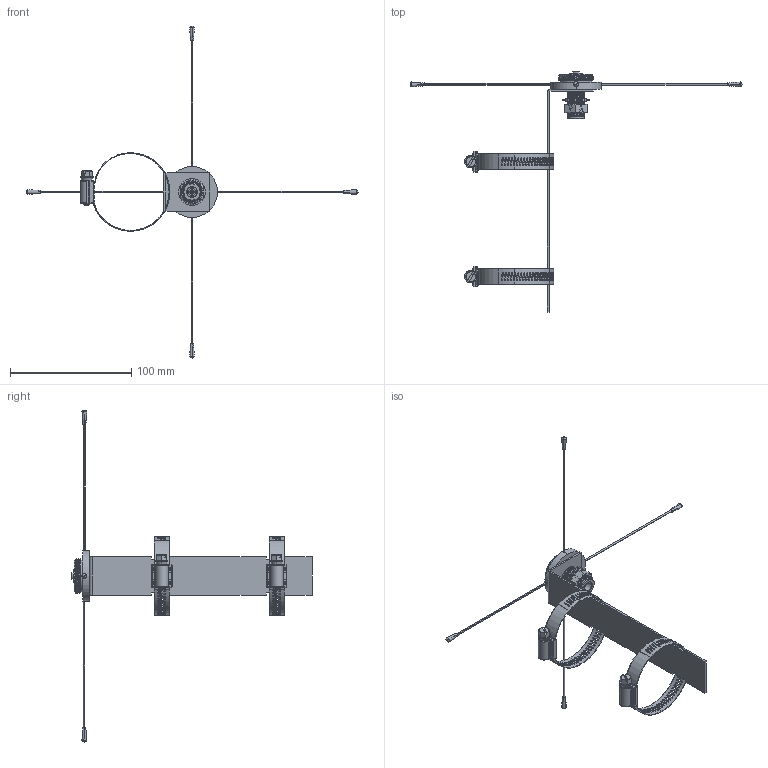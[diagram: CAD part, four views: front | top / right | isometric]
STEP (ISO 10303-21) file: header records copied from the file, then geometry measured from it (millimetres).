
FILE_DESCRIPTION (( 'STEP AP214' ), '1' );
FILE_NAME ('HG-GPCON-NMON_3D.STEP', '2019-09-23T14:17:07', ( '' ), ( '' ), 'SwSTEP 2.0', 'SolidWorks 2018', '' );
FILE_SCHEMA (( 'AUTOMOTIVE_DESIGN' ));
Length unit declared in the file: millimetre
Products named in the file (18): 11-00011_Rev-A_91757A128; 7-00095_REV-A; HG-GPCON-NMON_3D; 2A-00036_REV-A_2; 29-00008_REV-A_5011T19; 1-00011_REV-A; 8-00042_REV-A; 2A-00036_REV-A_3; 5-00024_REV-A; 2-00024-450_REV-A; 2A-00036_REV-A; 7-00094_REV-A; 7A-00071_REV-A; 13-00040_REV-A_91390A097; 2A-00036_REV-A_4; 7-00144_REV-A; 12-00011_Rev-A_95621A600; 31-00004_REV-A^PE51AK1004_REV-A
Assembly tree (27 placements, depth 4):
  HG-GPCON-NMON_3D
    29-00008_REV-A_5011T19  x2
    5-00024_REV-A
    7A-00071_REV-A
      7-00095_REV-A
      7-00144_REV-A
      8-00042_REV-A
      7-00094_REV-A
      13-00040_REV-A_91390A097  x4
      11-00011_Rev-A_91757A128
      12-00011_Rev-A_95621A600
    31-00004_REV-A^PE51AK1004_REV-A
      2A-00036_REV-A
        2-00024-450_REV-A
        1-00011_REV-A
      2A-00036_REV-A_2
        2-00024-450_REV-A
        1-00011_REV-A
      2A-00036_REV-A_3
        2-00024-450_REV-A
        1-00011_REV-A
      2A-00036_REV-A_4
        2-00024-450_REV-A
        1-00011_REV-A
Bounding box: 274.29 x 198.64 x 274.29 mm (x, y, z)
Surface area: 47172.8 mm2 (no closed solid volume)
Topology: 0 solids, 27 shells, 1785 faces, 5028 edges, 3267 vertices
Faces by surface type: bspline 718, cylinder 456, plane 448, cone 163
Entity records: 211487 total; most frequent: CARTESIAN_POINT 172960, ORIENTED_EDGE 6680, EDGE_CURVE 3340, DIRECTION 3313, VERTEX_POINT 2213, EDGE_LOOP 1337, UNCERTAINTY_MEASURE_WITH_UNIT 1197, FILL_AREA_STYLE_COLOUR 1179
